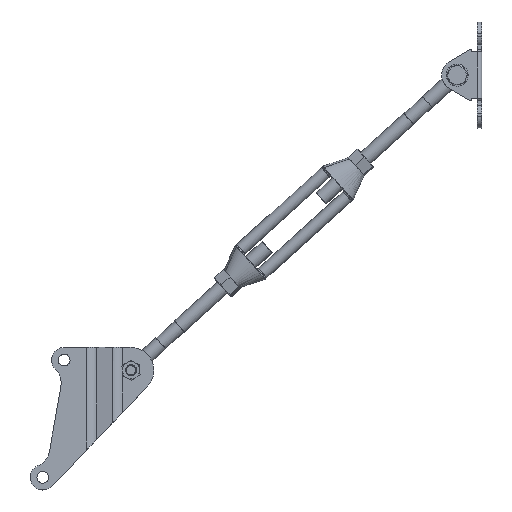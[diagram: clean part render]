
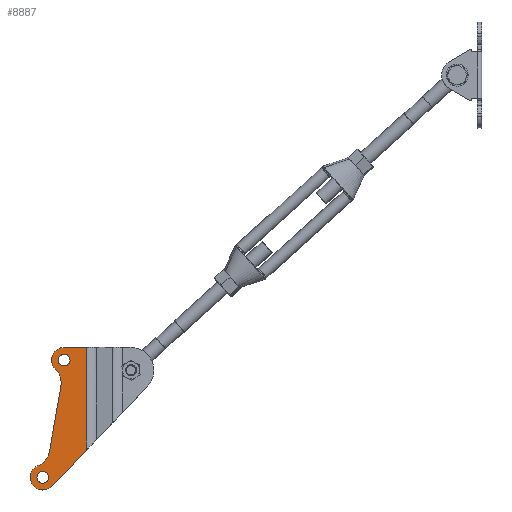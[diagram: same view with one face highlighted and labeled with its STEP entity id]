
A CAD part, left-side view. The second image highlights one B-rep face of the part: STEP entity #8887.
In plain terms, the highlighted planar face has unit normal (-1, 0, 0).
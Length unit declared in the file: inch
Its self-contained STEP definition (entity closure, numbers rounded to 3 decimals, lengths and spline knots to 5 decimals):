
#42 = EDGE_LOOP ( 'NONE', ( #3015, #15253, #7567, #3841, #21474, #10307, #15457, #8731 ) ) ;
#362 = CARTESIAN_POINT ( 'NONE',  ( -2.67717, 21.70032, -20.58779 ) ) ;
#459 = DIRECTION ( 'NONE',  ( -1., 0., 0. ) ) ;
#514 = CIRCLE ( 'NONE', #5650, 0.98425 ) ;
#620 = CARTESIAN_POINT ( 'NONE',  ( -2.67717, 20.38924, -15.59593 ) ) ;
#748 = CIRCLE ( 'NONE', #13128, 0.62992 ) ;
#755 = CIRCLE ( 'NONE', #21694, 0.62992 ) ;
#1130 = EDGE_CURVE ( 'NONE', #10423, #9153, #2309, .T. ) ;
#1488 = DIRECTION ( 'NONE',  ( 0., 0., 1. ) ) ;
#1632 = CARTESIAN_POINT ( 'NONE',  ( -2.67717, 21.45223, -21.1668 ) ) ;
#1684 = CARTESIAN_POINT ( 'NONE',  ( -2.67717, 20.99685, -21.60203 ) ) ;
#2286 = AXIS2_PLACEMENT_3D ( 'NONE', #7672, #19656, #9369 ) ;
#2309 = CIRCLE ( 'NONE', #2286, 0.98425 ) ;
#3001 = CARTESIAN_POINT ( 'NONE',  ( -2.67717, 21.45223, -20.87152 ) ) ;
#3015 = ORIENTED_EDGE ( 'NONE', *, *, #9437, .F. ) ;
#3346 = DIRECTION ( 'NONE',  ( 0., 0., 1. ) ) ;
#3841 = ORIENTED_EDGE ( 'NONE', *, *, #17752, .F. ) ;
#3987 = EDGE_CURVE ( 'NONE', #9153, #15919, #12570, .T. ) ;
#4055 = VERTEX_POINT ( 'NONE', #5572 ) ;
#4218 = VERTEX_POINT ( 'NONE', #21338 ) ;
#4257 = EDGE_CURVE ( 'NONE', #4055, #7862, #755, .T. ) ;
#4517 = CARTESIAN_POINT ( 'NONE',  ( -2.67717, 18.93255, -14.67073 ) ) ;
#4561 = LINE ( 'NONE', #16247, #13129 ) ;
#4569 = EDGE_CURVE ( 'NONE', #13854, #20039, #15998, .T. ) ;
#4578 = FACE_BOUND ( 'NONE', #8623, .T. ) ;
#4791 = CARTESIAN_POINT ( 'NONE',  ( -2.67717, 18.93255, -21.79672 ) ) ;
#4947 = CARTESIAN_POINT ( 'NONE',  ( -2.67717, 19.2735, -19.7989 ) ) ;
#5111 = CARTESIAN_POINT ( 'NONE',  ( -2.67717, 20.38924, -15.30066 ) ) ;
#5299 = EDGE_CURVE ( 'NONE', #12279, #4218, #16495, .T. ) ;
#5375 = AXIS2_PLACEMENT_3D ( 'NONE', #5111, #17101, #6843 ) ;
#5392 = CARTESIAN_POINT ( 'NONE',  ( -2.67717, 21.51858, -16.45398 ) ) ;
#5417 = ORIENTED_EDGE ( 'NONE', *, *, #9721, .F. ) ;
#5572 = CARTESIAN_POINT ( 'NONE',  ( -2.67717, 20.82996, -15.75073 ) ) ;
#5650 = AXIS2_PLACEMENT_3D ( 'NONE', #5392, #17371, #7104 ) ;
#6254 = DIRECTION ( 'NONE',  ( 0., -1., 0. ) ) ;
#6440 = DIRECTION ( 'NONE',  ( 1., 0., 0. ) ) ;
#6453 = EDGE_CURVE ( 'NONE', #16911, #10423, #748, .T. ) ;
#6518 = DIRECTION ( 'NONE',  ( 0., 0., -1. ) ) ;
#6843 = DIRECTION ( 'NONE',  ( 0., 0., 1. ) ) ;
#6872 = EDGE_CURVE ( 'NONE', #7862, #12635, #16220, .T. ) ;
#7054 = AXIS2_PLACEMENT_3D ( 'NONE', #1632, #13602, #3346 ) ;
#7104 = DIRECTION ( 'NONE',  ( 0., 0., 1. ) ) ;
#7113 = CARTESIAN_POINT ( 'NONE',  ( -2.67717, 20.54928, -16.62489 ) ) ;
#7567 = ORIENTED_EDGE ( 'NONE', *, *, #4257, .F. ) ;
#7672 = CARTESIAN_POINT ( 'NONE',  ( -2.67717, 22.08796, -19.68308 ) ) ;
#7862 = VERTEX_POINT ( 'NONE', #10458 ) ;
#8159 = PLANE ( 'NONE',  #21350 ) ;
#8623 = EDGE_LOOP ( 'NONE', ( #5417, #14359 ) ) ;
#8731 = ORIENTED_EDGE ( 'NONE', *, *, #20515, .F. ) ;
#8853 = CARTESIAN_POINT ( 'NONE',  ( -2.67717, 21.11866, -19.854 ) ) ;
#8887 = ADVANCED_FACE ( 'NONE', ( #13687, #18237, #4578 ), #8159, .F. ) ;
#9153 = VERTEX_POINT ( 'NONE', #20343 ) ;
#9369 = DIRECTION ( 'NONE',  ( 0., 0., 1. ) ) ;
#9437 = EDGE_CURVE ( 'NONE', #12635, #10066, #4561, .T. ) ;
#9666 = DIRECTION ( 'NONE',  ( 1., 0., 0. ) ) ;
#9721 = EDGE_CURVE ( 'NONE', #4218, #12279, #17420, .T. ) ;
#9917 = AXIS2_PLACEMENT_3D ( 'NONE', #10721, #459, #12442 ) ;
#10066 = VERTEX_POINT ( 'NONE', #21866 ) ;
#10307 = ORIENTED_EDGE ( 'NONE', *, *, #1130, .F. ) ;
#10423 = VERTEX_POINT ( 'NONE', #362 ) ;
#10458 = CARTESIAN_POINT ( 'NONE',  ( -2.67717, 20.38924, -14.67073 ) ) ;
#10721 = CARTESIAN_POINT ( 'NONE',  ( -2.67717, 20.38924, -15.30066 ) ) ;
#11557 = CARTESIAN_POINT ( 'NONE',  ( -2.67717, 21.45223, -21.46207 ) ) ;
#11680 = VECTOR ( 'NONE', #6254, 39.37008 ) ;
#11735 = DIRECTION ( 'NONE',  ( -1., 0., 0. ) ) ;
#12279 = VERTEX_POINT ( 'NONE', #620 ) ;
#12442 = DIRECTION ( 'NONE',  ( 0., 0., 1. ) ) ;
#12447 = LINE ( 'NONE', #4947, #17008 ) ;
#12570 = LINE ( 'NONE', #8853, #20611 ) ;
#12635 = VERTEX_POINT ( 'NONE', #13259 ) ;
#13128 = AXIS2_PLACEMENT_3D ( 'NONE', #16678, #6440, #18413 ) ;
#13129 = VECTOR ( 'NONE', #16171, 39.37008 ) ;
#13259 = CARTESIAN_POINT ( 'NONE',  ( -2.67717, 19.2735, -14.67073 ) ) ;
#13602 = DIRECTION ( 'NONE',  ( -1., 0., 0. ) ) ;
#13687 = FACE_OUTER_BOUND ( 'NONE', #42, .T. ) ;
#13854 = VERTEX_POINT ( 'NONE', #11557 ) ;
#14359 = ORIENTED_EDGE ( 'NONE', *, *, #5299, .F. ) ;
#14696 = ORIENTED_EDGE ( 'NONE', *, *, #4569, .F. ) ;
#15231 = DIRECTION ( 'NONE',  ( 0., 0.691, -0.723 ) ) ;
#15253 = ORIENTED_EDGE ( 'NONE', *, *, #6872, .F. ) ;
#15457 = ORIENTED_EDGE ( 'NONE', *, *, #6453, .F. ) ;
#15919 = VERTEX_POINT ( 'NONE', #7113 ) ;
#15998 = CIRCLE ( 'NONE', #18993, 0.29528 ) ;
#16171 = DIRECTION ( 'NONE',  ( 0., 0., -1. ) ) ;
#16220 = LINE ( 'NONE', #4517, #11680 ) ;
#16247 = CARTESIAN_POINT ( 'NONE',  ( -2.67717, 19.2735, -21.79672 ) ) ;
#16495 = CIRCLE ( 'NONE', #5375, 0.29528 ) ;
#16678 = CARTESIAN_POINT ( 'NONE',  ( -2.67717, 21.45223, -21.1668 ) ) ;
#16755 = DIRECTION ( 'NONE',  ( 1., 0., 0. ) ) ;
#16767 = ORIENTED_EDGE ( 'NONE', *, *, #21573, .F. ) ;
#16911 = VERTEX_POINT ( 'NONE', #1684 ) ;
#16946 = CIRCLE ( 'NONE', #7054, 0.29528 ) ;
#17008 = VECTOR ( 'NONE', #15231, 39.37008 ) ;
#17101 = DIRECTION ( 'NONE',  ( -1., 0., 0. ) ) ;
#17371 = DIRECTION ( 'NONE',  ( -1., 0., 0. ) ) ;
#17420 = CIRCLE ( 'NONE', #9917, 0.29528 ) ;
#17752 = EDGE_CURVE ( 'NONE', #15919, #4055, #514, .T. ) ;
#18237 = FACE_BOUND ( 'NONE', #19621, .T. ) ;
#18413 = DIRECTION ( 'NONE',  ( 0., 0., 1. ) ) ;
#18993 = AXIS2_PLACEMENT_3D ( 'NONE', #21993, #11735, #1488 ) ;
#19621 = EDGE_LOOP ( 'NONE', ( #16767, #14696 ) ) ;
#19656 = DIRECTION ( 'NONE',  ( -1., 0., 0. ) ) ;
#19933 = CARTESIAN_POINT ( 'NONE',  ( -2.67717, 20.38924, -15.30066 ) ) ;
#20039 = VERTEX_POINT ( 'NONE', #3001 ) ;
#20343 = CARTESIAN_POINT ( 'NONE',  ( -2.67717, 21.11866, -19.854 ) ) ;
#20515 = EDGE_CURVE ( 'NONE', #10066, #16911, #12447, .T. ) ;
#20611 = VECTOR ( 'NONE', #20834, 39.37008 ) ;
#20834 = DIRECTION ( 'NONE',  ( 0., -0.174, 0.985 ) ) ;
#21338 = CARTESIAN_POINT ( 'NONE',  ( -2.67717, 20.38924, -15.00538 ) ) ;
#21350 = AXIS2_PLACEMENT_3D ( 'NONE', #4791, #16755, #6518 ) ;
#21474 = ORIENTED_EDGE ( 'NONE', *, *, #3987, .F. ) ;
#21573 = EDGE_CURVE ( 'NONE', #20039, #13854, #16946, .T. ) ;
#21633 = DIRECTION ( 'NONE',  ( 0., 0., 1. ) ) ;
#21694 = AXIS2_PLACEMENT_3D ( 'NONE', #19933, #9666, #21633 ) ;
#21866 = CARTESIAN_POINT ( 'NONE',  ( -2.67717, 19.2735, -19.7989 ) ) ;
#21993 = CARTESIAN_POINT ( 'NONE',  ( -2.67717, 21.45223, -21.1668 ) ) ;
